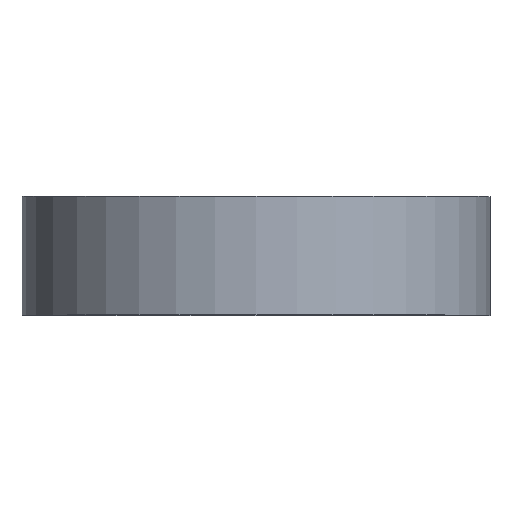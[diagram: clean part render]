
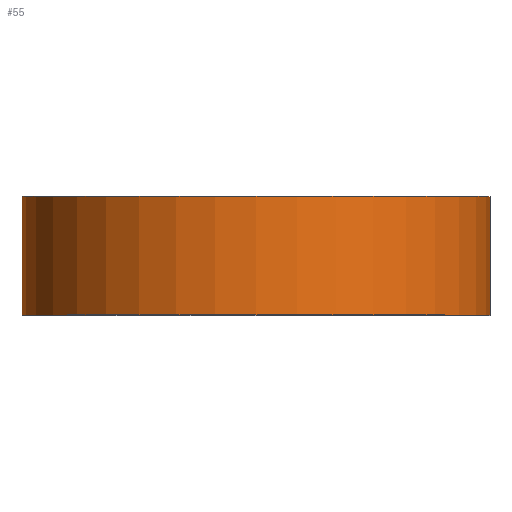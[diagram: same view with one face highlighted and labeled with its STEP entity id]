
A CAD part, top view. The second image highlights one B-rep face of the part: STEP entity #55.
In plain terms, the highlighted cylindrical face has radius 25.032 mm (diameter 50.063 mm), a partial arc.
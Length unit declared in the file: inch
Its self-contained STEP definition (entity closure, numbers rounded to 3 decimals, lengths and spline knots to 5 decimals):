
#3 = DIRECTION ( 'NONE',  ( 0., -1., 0. ) ) ;
#55 = ADVANCED_FACE ( 'NONE', ( #537 ), #550, .T. ) ;
#64 = AXIS2_PLACEMENT_3D ( 'NONE', #197, #372, #326 ) ;
#87 = ORIENTED_EDGE ( 'NONE', *, *, #352, .T. ) ;
#100 = VERTEX_POINT ( 'NONE', #593 ) ;
#105 = EDGE_CURVE ( 'NONE', #256, #490, #544, .T. ) ;
#124 = ORIENTED_EDGE ( 'NONE', *, *, #285, .T. ) ;
#152 = CIRCLE ( 'NONE', #538, 0.9855 ) ;
#184 = DIRECTION ( 'NONE',  ( 0., -1., 0. ) ) ;
#191 = DIRECTION ( 'NONE',  ( 0., 0., -1. ) ) ;
#197 = CARTESIAN_POINT ( 'NONE',  ( 0., -0.25, 0. ) ) ;
#213 = CARTESIAN_POINT ( 'NONE',  ( 0., 0.25, 0. ) ) ;
#217 = CARTESIAN_POINT ( 'NONE',  ( 0.9855, 0.25, 0. ) ) ;
#251 = CARTESIAN_POINT ( 'NONE',  ( 0., 0.25, 0. ) ) ;
#256 = VERTEX_POINT ( 'NONE', #217 ) ;
#285 = EDGE_CURVE ( 'NONE', #420, #490, #395, .T. ) ;
#298 = DIRECTION ( 'NONE',  ( 0., 1., 0. ) ) ;
#326 = DIRECTION ( 'NONE',  ( 1., 0., 0. ) ) ;
#352 = EDGE_CURVE ( 'NONE', #100, #420, #641, .T. ) ;
#372 = DIRECTION ( 'NONE',  ( 0., 1., 0. ) ) ;
#386 = CARTESIAN_POINT ( 'NONE',  ( 0., 0.25, -0.9855 ) ) ;
#395 = CIRCLE ( 'NONE', #64, 0.9855 ) ;
#400 = AXIS2_PLACEMENT_3D ( 'NONE', #213, #184, #191 ) ;
#404 = CARTESIAN_POINT ( 'NONE',  ( 0.9855, -0.25, 0. ) ) ;
#420 = VERTEX_POINT ( 'NONE', #616 ) ;
#422 = EDGE_CURVE ( 'NONE', #100, #256, #152, .T. ) ;
#467 = ORIENTED_EDGE ( 'NONE', *, *, #105, .F. ) ;
#483 = ORIENTED_EDGE ( 'NONE', *, *, #422, .F. ) ;
#490 = VERTEX_POINT ( 'NONE', #404 ) ;
#493 = CARTESIAN_POINT ( 'NONE',  ( 0.9855, 0.25, 0. ) ) ;
#497 = EDGE_LOOP ( 'NONE', ( #124, #467, #483, #87 ) ) ;
#537 = FACE_OUTER_BOUND ( 'NONE', #497, .T. ) ;
#538 = AXIS2_PLACEMENT_3D ( 'NONE', #251, #298, #682 ) ;
#544 = LINE ( 'NONE', #493, #603 ) ;
#550 = CYLINDRICAL_SURFACE ( 'NONE', #400, 0.9855 ) ;
#565 = DIRECTION ( 'NONE',  ( 0., -1., 0. ) ) ;
#593 = CARTESIAN_POINT ( 'NONE',  ( 0., 0.25, -0.9855 ) ) ;
#603 = VECTOR ( 'NONE', #565, 39.37008 ) ;
#606 = VECTOR ( 'NONE', #3, 39.37008 ) ;
#616 = CARTESIAN_POINT ( 'NONE',  ( 0., -0.25, -0.9855 ) ) ;
#641 = LINE ( 'NONE', #386, #606 ) ;
#682 = DIRECTION ( 'NONE',  ( 1., 0., 0. ) ) ;
